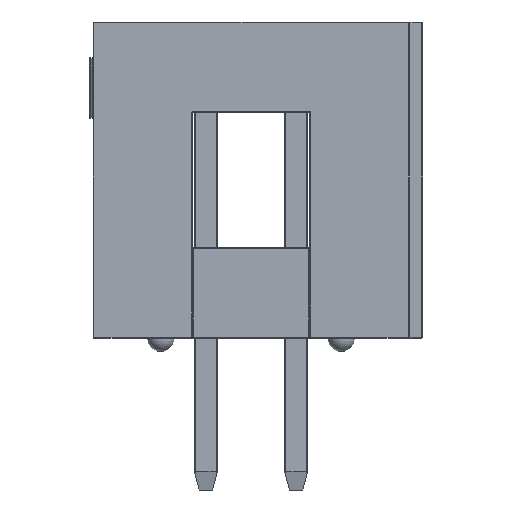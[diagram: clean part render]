
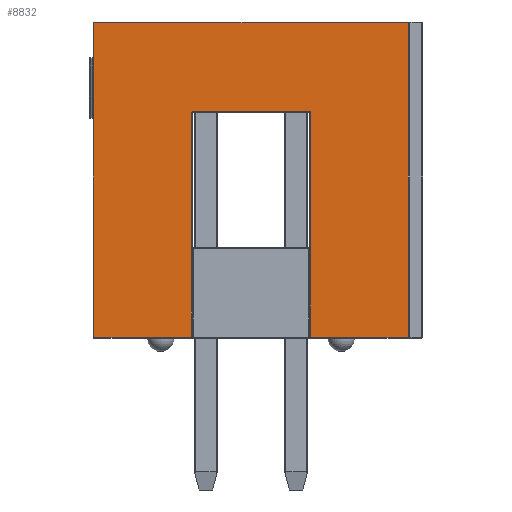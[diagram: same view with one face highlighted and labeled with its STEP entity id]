
A CAD part, left-side view. The second image highlights one B-rep face of the part: STEP entity #8832.
In plain terms, the highlighted planar face has unit normal (-1, 0, 0).
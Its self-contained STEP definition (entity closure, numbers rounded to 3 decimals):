
#650=CIRCLE('',#9509,0.051);
#792=PLANE('',#9671);
#1232=FACE_OUTER_BOUND('',#1775,.T.);
#1775=EDGE_LOOP('',(#7084,#7085,#7086,#7087,#7088,#7089,#7090,#7091,#7092));
#2187=LINE('',#13173,#3044);
#2204=LINE('',#13389,#3061);
#2208=LINE('',#13413,#3065);
#2239=LINE('',#13565,#3096);
#2241=LINE('',#13568,#3098);
#2246=LINE('',#13576,#3103);
#2249=LINE('',#13580,#3106);
#2301=LINE('',#13658,#3158);
#3044=VECTOR('',#10560,10.);
#3061=VECTOR('',#10709,10.);
#3065=VECTOR('',#10737,10.);
#3096=VECTOR('',#10918,10.);
#3098=VECTOR('',#10922,10.);
#3103=VECTOR('',#10933,10.);
#3106=VECTOR('',#10938,10.);
#3158=VECTOR('',#11042,10.);
#3985=VERTEX_POINT('',#12840);
#4022=VERTEX_POINT('',#13047);
#4041=VERTEX_POINT('',#13172);
#4086=VERTEX_POINT('',#13382);
#4095=VERTEX_POINT('',#13407);
#4096=VERTEX_POINT('',#13409);
#4121=VERTEX_POINT('',#13481);
#4122=VERTEX_POINT('',#13485);
#4135=VERTEX_POINT('',#13529);
#4914=EDGE_CURVE('',#3985,#4041,#2187,.T.);
#4979=EDGE_CURVE('',#4086,#4022,#2204,.T.);
#4989=EDGE_CURVE('',#4095,#4096,#650,.T.);
#4991=EDGE_CURVE('',#4041,#4095,#2208,.T.);
#5068=EDGE_CURVE('',#4122,#4135,#2239,.T.);
#5070=EDGE_CURVE('',#4135,#4121,#2241,.T.);
#5075=EDGE_CURVE('',#4096,#4122,#2246,.T.);
#5078=EDGE_CURVE('',#4121,#4086,#2249,.T.);
#5130=EDGE_CURVE('',#4022,#3985,#2301,.T.);
#7084=ORIENTED_EDGE('',*,*,#5068,.F.);
#7085=ORIENTED_EDGE('',*,*,#5075,.F.);
#7086=ORIENTED_EDGE('',*,*,#4989,.F.);
#7087=ORIENTED_EDGE('',*,*,#4991,.F.);
#7088=ORIENTED_EDGE('',*,*,#4914,.F.);
#7089=ORIENTED_EDGE('',*,*,#5130,.F.);
#7090=ORIENTED_EDGE('',*,*,#4979,.F.);
#7091=ORIENTED_EDGE('',*,*,#5078,.F.);
#7092=ORIENTED_EDGE('',*,*,#5070,.F.);
#8832=ADVANCED_FACE('',(#1232),#792,.T.);
#9509=AXIS2_PLACEMENT_3D('',#13410,#10731,#10732);
#9671=AXIS2_PLACEMENT_3D('',#14008,#11323,#11324);
#10560=DIRECTION('',(0.,0.,1.));
#10709=DIRECTION('',(0.,0.,-1.));
#10731=DIRECTION('center_axis',(-1.,0.,0.));
#10732=DIRECTION('ref_axis',(0.,0.707,0.707));
#10737=DIRECTION('',(0.,1.,0.));
#10918=DIRECTION('',(0.,1.,0.));
#10922=DIRECTION('',(0.,0.,1.));
#10933=DIRECTION('',(0.,0.,-1.));
#10938=DIRECTION('',(0.,-1.,0.));
#11042=DIRECTION('',(0.,1.,0.));
#11323=DIRECTION('center_axis',(-1.,0.,0.));
#11324=DIRECTION('ref_axis',(0.,-1.,0.));
#12840=CARTESIAN_POINT('',(-20.955,-1.676,0.025));
#13047=CARTESIAN_POINT('',(-20.955,-4.42,0.025));
#13172=CARTESIAN_POINT('',(-20.955,-1.676,6.375));
#13173=CARTESIAN_POINT('',(-20.955,-1.676,3.175));
#13382=CARTESIAN_POINT('',(-20.955,-4.42,8.865));
#13389=CARTESIAN_POINT('',(-20.955,-4.42,0.));
#13407=CARTESIAN_POINT('',(-20.955,1.626,6.375));
#13409=CARTESIAN_POINT('',(-20.955,1.676,6.325));
#13410=CARTESIAN_POINT('Origin',(-20.955,1.626,6.325));
#13413=CARTESIAN_POINT('',(-20.955,3.048,6.375));
#13481=CARTESIAN_POINT('',(-20.955,4.42,8.865));
#13485=CARTESIAN_POINT('',(-20.955,1.676,0.025));
#13529=CARTESIAN_POINT('',(-20.955,4.42,0.025));
#13565=CARTESIAN_POINT('',(-20.955,2.223,0.025));
#13568=CARTESIAN_POINT('',(-20.955,4.42,0.));
#13576=CARTESIAN_POINT('',(-20.955,1.676,0.));
#13580=CARTESIAN_POINT('',(-20.955,2.223,8.865));
#13658=CARTESIAN_POINT('',(-20.955,2.223,0.025));
#14008=CARTESIAN_POINT('Origin',(-20.955,4.445,0.));
